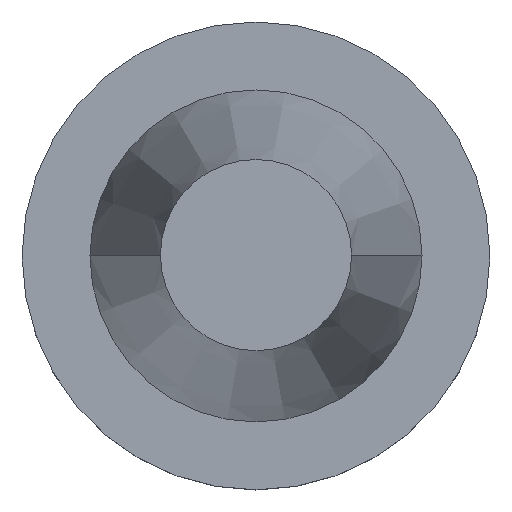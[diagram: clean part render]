
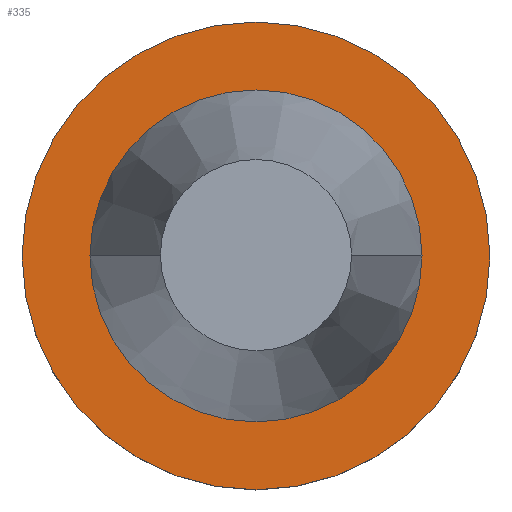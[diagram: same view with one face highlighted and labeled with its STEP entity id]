
A CAD part, top view. The second image highlights one B-rep face of the part: STEP entity #335.
In plain terms, the highlighted planar face has unit normal (0, 0, 1).
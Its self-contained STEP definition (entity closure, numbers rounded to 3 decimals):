
#13 = DIRECTION ( 'NONE',  ( -1., 0., 0. ) ) ;
#42 = CIRCLE ( 'NONE', #173, 34.925 ) ;
#49 = EDGE_CURVE ( 'NONE', #572, #131, #570, .T. ) ;
#54 = CARTESIAN_POINT ( 'NONE',  ( -34.925, 0., -1.5 ) ) ;
#56 = DIRECTION ( 'NONE',  ( 1., 0., 0. ) ) ;
#89 = CARTESIAN_POINT ( 'NONE',  ( -49.215, 0., -1.5 ) ) ;
#114 = EDGE_CURVE ( 'NONE', #853, #820, #225, .T. ) ;
#124 = DIRECTION ( 'NONE',  ( 0., 0., 1. ) ) ;
#131 = VERTEX_POINT ( 'NONE', #54 ) ;
#154 = ORIENTED_EDGE ( 'NONE', *, *, #208, .T. ) ;
#163 = DIRECTION ( 'NONE',  ( 0., 0., 1. ) ) ;
#173 = AXIS2_PLACEMENT_3D ( 'NONE', #783, #124, #394 ) ;
#176 = DIRECTION ( 'NONE',  ( 0., 0., 1. ) ) ;
#208 = EDGE_CURVE ( 'NONE', #820, #853, #353, .T. ) ;
#216 = ORIENTED_EDGE ( 'NONE', *, *, #114, .T. ) ;
#225 = CIRCLE ( 'NONE', #709, 49.215 ) ;
#334 = EDGE_CURVE ( 'NONE', #131, #572, #42, .T. ) ;
#335 = ADVANCED_FACE ( 'NONE', ( #800, #756 ), #682, .F. ) ;
#353 = CIRCLE ( 'NONE', #571, 49.215 ) ;
#379 = ORIENTED_EDGE ( 'NONE', *, *, #49, .F. ) ;
#394 = DIRECTION ( 'NONE',  ( 1., 0., 0. ) ) ;
#423 = CARTESIAN_POINT ( 'NONE',  ( 0., 0., -1.5 ) ) ;
#485 = AXIS2_PLACEMENT_3D ( 'NONE', #423, #163, #683 ) ;
#509 = EDGE_LOOP ( 'NONE', ( #379, #802 ) ) ;
#538 = DIRECTION ( 'NONE',  ( 0., 0., -1. ) ) ;
#570 = CIRCLE ( 'NONE', #485, 34.925 ) ;
#571 = AXIS2_PLACEMENT_3D ( 'NONE', #855, #714, #56 ) ;
#572 = VERTEX_POINT ( 'NONE', #702 ) ;
#610 = EDGE_LOOP ( 'NONE', ( #154, #216 ) ) ;
#634 = AXIS2_PLACEMENT_3D ( 'NONE', #805, #538, #13 ) ;
#682 = PLANE ( 'NONE',  #634 ) ;
#683 = DIRECTION ( 'NONE',  ( 1., 0., 0. ) ) ;
#698 = DIRECTION ( 'NONE',  ( 1., 0., 0. ) ) ;
#702 = CARTESIAN_POINT ( 'NONE',  ( 34.925, 0., -1.5 ) ) ;
#709 = AXIS2_PLACEMENT_3D ( 'NONE', #712, #176, #698 ) ;
#712 = CARTESIAN_POINT ( 'NONE',  ( 0., 0., -1.5 ) ) ;
#714 = DIRECTION ( 'NONE',  ( 0., 0., 1. ) ) ;
#744 = CARTESIAN_POINT ( 'NONE',  ( 49.215, 0., -1.5 ) ) ;
#756 = FACE_OUTER_BOUND ( 'NONE', #610, .T. ) ;
#783 = CARTESIAN_POINT ( 'NONE',  ( 0., 0., -1.5 ) ) ;
#800 = FACE_BOUND ( 'NONE', #509, .T. ) ;
#802 = ORIENTED_EDGE ( 'NONE', *, *, #334, .F. ) ;
#805 = CARTESIAN_POINT ( 'NONE',  ( 0., 49.215, -1.5 ) ) ;
#820 = VERTEX_POINT ( 'NONE', #744 ) ;
#853 = VERTEX_POINT ( 'NONE', #89 ) ;
#855 = CARTESIAN_POINT ( 'NONE',  ( 0., 0., -1.5 ) ) ;
